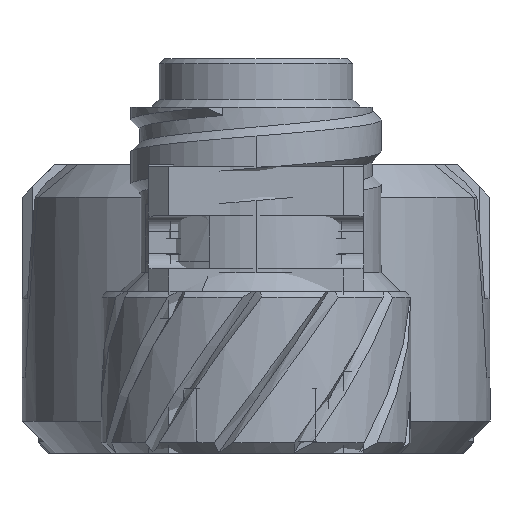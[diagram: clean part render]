
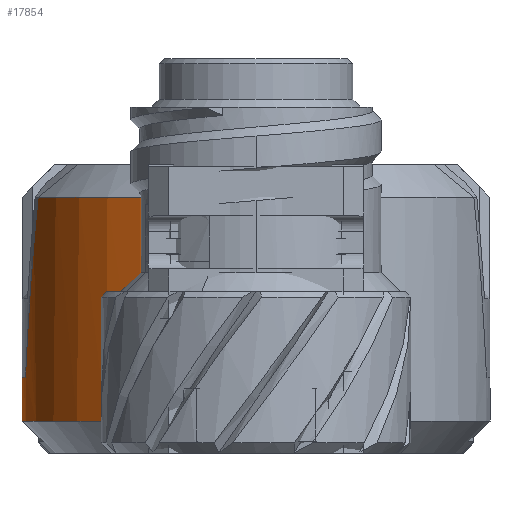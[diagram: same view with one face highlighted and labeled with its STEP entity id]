
A CAD part, front view. The second image highlights one B-rep face of the part: STEP entity #17854.
In plain terms, the highlighted cylindrical face has radius 23.019 mm (diameter 46.038 mm), a partial arc.
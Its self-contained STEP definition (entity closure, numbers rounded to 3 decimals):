
#299=ELLIPSE('',#19011,94.909,23.019);
#1776=FACE_OUTER_BOUND('',#2698,.T.);
#2698=EDGE_LOOP('',(#16795,#16796,#16797,#16798,#16799,#16800));
#3174=CIRCLE('',#19201,23.019);
#3177=CIRCLE('',#19208,23.019);
#3178=CIRCLE('',#19210,23.019);
#5271=LINE('',#44398,#6863);
#5276=LINE('',#44438,#6868);
#6863=VECTOR('',#23447,10.);
#6868=VECTOR('',#23490,10.);
#8444=VERTEX_POINT('',#42351);
#8445=VERTEX_POINT('',#42353);
#8692=VERTEX_POINT('',#44395);
#8693=VERTEX_POINT('',#44397);
#8695=VERTEX_POINT('',#44409);
#8697=VERTEX_POINT('',#44427);
#11003=EDGE_CURVE('',#8445,#8444,#299,.T.);
#11385=EDGE_CURVE('',#8693,#8692,#5271,.T.);
#11391=EDGE_CURVE('',#8695,#8692,#3174,.T.);
#11396=EDGE_CURVE('',#8444,#8693,#3177,.T.);
#11397=EDGE_CURVE('',#8445,#8697,#3178,.T.);
#11400=EDGE_CURVE('',#8697,#8695,#5276,.T.);
#16795=ORIENTED_EDGE('',*,*,#11391,.F.);
#16796=ORIENTED_EDGE('',*,*,#11400,.F.);
#16797=ORIENTED_EDGE('',*,*,#11397,.F.);
#16798=ORIENTED_EDGE('',*,*,#11003,.T.);
#16799=ORIENTED_EDGE('',*,*,#11396,.T.);
#16800=ORIENTED_EDGE('',*,*,#11385,.T.);
#16979=CYLINDRICAL_SURFACE('',#19215,23.019);
#17854=ADVANCED_FACE('',(#1776),#16979,.T.);
#19011=AXIS2_PLACEMENT_3D('',#42354,#22806,#22807);
#19201=AXIS2_PLACEMENT_3D('',#44413,#23458,#23459);
#19208=AXIS2_PLACEMENT_3D('',#44425,#23473,#23474);
#19210=AXIS2_PLACEMENT_3D('',#44428,#23477,#23478);
#19215=AXIS2_PLACEMENT_3D('',#44437,#23488,#23489);
#22806=DIRECTION('center_axis',(0.,-0.97,
-0.243));
#22807=DIRECTION('ref_axis',(0.,-0.243,0.97));
#23447=DIRECTION('',(0.,0.,-1.));
#23458=DIRECTION('center_axis',(0.,0.,
-1.));
#23459=DIRECTION('ref_axis',(-0.819,-0.574,0.));
#23473=DIRECTION('center_axis',(0.,0.,
-1.));
#23474=DIRECTION('ref_axis',(1.,0.,0.));
#23477=DIRECTION('center_axis',(0.,0.,
1.));
#23478=DIRECTION('ref_axis',(-0.819,-0.574,0.));
#23488=DIRECTION('center_axis',(0.,0.,
-1.));
#23489=DIRECTION('ref_axis',(1.,0.,0.));
#23490=DIRECTION('',(0.,0.,-1.));
#42351=CARTESIAN_POINT('',(-22.674,-257.082,7.493));
#42353=CARTESIAN_POINT('',(-21.433,-261.508,25.197));
#42354=CARTESIAN_POINT('Origin',(0.,-253.113,
-8.382));
#44395=CARTESIAN_POINT('',(-23.019,-253.113,3.175));
#44397=CARTESIAN_POINT('',(-23.019,-253.113,7.493));
#44398=CARTESIAN_POINT('',(-23.019,-253.113,28.372));
#44409=CARTESIAN_POINT('',(-7.836,-274.757,3.175));
#44413=CARTESIAN_POINT('Origin',(0.,-253.113,
3.175));
#44425=CARTESIAN_POINT('Origin',(0.,-253.113,
7.493));
#44427=CARTESIAN_POINT('',(-7.836,-274.757,25.197));
#44428=CARTESIAN_POINT('Origin',(0.,-253.113,
25.197));
#44437=CARTESIAN_POINT('Origin',(0.,-253.113,
28.372));
#44438=CARTESIAN_POINT('',(-7.836,-274.757,28.372));
